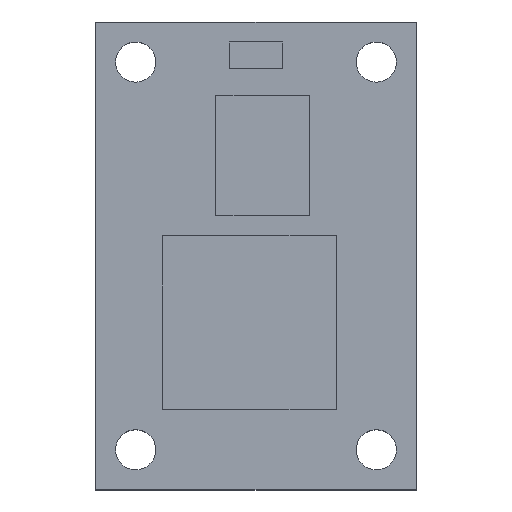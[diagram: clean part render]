
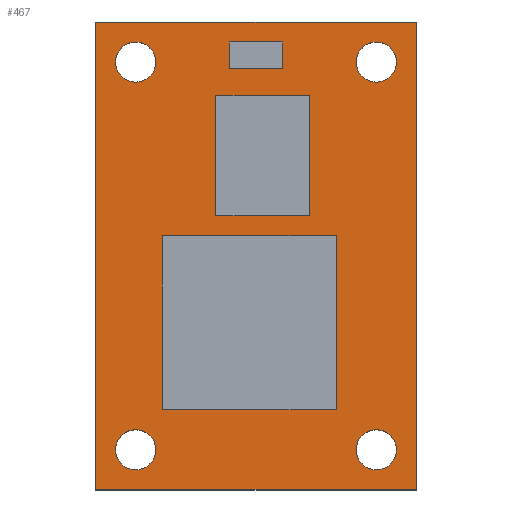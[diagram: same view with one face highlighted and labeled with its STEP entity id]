
A CAD part, top view. The second image highlights one B-rep face of the part: STEP entity #467.
In plain terms, the highlighted planar face has unit normal (0, 0, 1).
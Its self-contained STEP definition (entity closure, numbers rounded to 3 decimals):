
#15=FACE_BOUND('',#87,.T.);
#16=FACE_BOUND('',#88,.T.);
#17=FACE_BOUND('',#89,.T.);
#18=FACE_BOUND('',#90,.T.);
#19=FACE_BOUND('',#91,.T.);
#20=FACE_BOUND('',#92,.T.);
#21=FACE_BOUND('',#93,.T.);
#26=CIRCLE('',#499,0.75);
#28=CIRCLE('',#502,0.75);
#30=CIRCLE('',#505,0.75);
#32=CIRCLE('',#508,0.75);
#61=FACE_OUTER_BOUND('',#86,.T.);
#86=EDGE_LOOP('',(#395,#396,#397,#398));
#87=EDGE_LOOP('',(#399,#400,#401,#402));
#88=EDGE_LOOP('',(#403,#404,#405,#406));
#89=EDGE_LOOP('',(#407,#408,#409,#410));
#90=EDGE_LOOP('',(#411));
#91=EDGE_LOOP('',(#412));
#92=EDGE_LOOP('',(#413));
#93=EDGE_LOOP('',(#414));
#108=LINE('',#659,#160);
#111=LINE('',#664,#163);
#113=LINE('',#669,#165);
#116=LINE('',#674,#168);
#118=LINE('',#678,#170);
#119=LINE('',#680,#171);
#121=LINE('',#684,#173);
#122=LINE('',#686,#174);
#123=LINE('',#690,#175);
#127=LINE('',#698,#179);
#130=LINE('',#704,#182);
#133=LINE('',#709,#185);
#141=LINE('',#743,#193);
#144=LINE('',#749,#196);
#147=LINE('',#755,#199);
#150=LINE('',#759,#202);
#160=VECTOR('',#533,10.);
#163=VECTOR('',#538,10.);
#165=VECTOR('',#542,10.);
#168=VECTOR('',#547,10.);
#170=VECTOR('',#551,10.);
#171=VECTOR('',#554,10.);
#173=VECTOR('',#558,10.);
#174=VECTOR('',#561,10.);
#175=VECTOR('',#564,10.);
#179=VECTOR('',#570,10.);
#182=VECTOR('',#575,10.);
#185=VECTOR('',#580,10.);
#193=VECTOR('',#616,10.);
#196=VECTOR('',#621,10.);
#199=VECTOR('',#626,10.);
#202=VECTOR('',#631,10.);
#211=VERTEX_POINT('',#656);
#212=VERTEX_POINT('',#658);
#213=VERTEX_POINT('',#662);
#214=VERTEX_POINT('',#666);
#215=VERTEX_POINT('',#668);
#216=VERTEX_POINT('',#672);
#217=VERTEX_POINT('',#676);
#218=VERTEX_POINT('',#682);
#219=VERTEX_POINT('',#688);
#220=VERTEX_POINT('',#689);
#223=VERTEX_POINT('',#697);
#225=VERTEX_POINT('',#703);
#227=VERTEX_POINT('',#713);
#229=VERTEX_POINT('',#719);
#231=VERTEX_POINT('',#725);
#233=VERTEX_POINT('',#731);
#237=VERTEX_POINT('',#740);
#238=VERTEX_POINT('',#742);
#240=VERTEX_POINT('',#748);
#242=VERTEX_POINT('',#754);
#252=EDGE_CURVE('',#212,#211,#108,.T.);
#255=EDGE_CURVE('',#211,#213,#111,.T.);
#257=EDGE_CURVE('',#215,#214,#113,.T.);
#260=EDGE_CURVE('',#214,#216,#116,.T.);
#262=EDGE_CURVE('',#216,#217,#118,.T.);
#263=EDGE_CURVE('',#217,#215,#119,.T.);
#265=EDGE_CURVE('',#213,#218,#121,.T.);
#266=EDGE_CURVE('',#218,#212,#122,.T.);
#267=EDGE_CURVE('',#219,#220,#123,.T.);
#271=EDGE_CURVE('',#220,#223,#127,.T.);
#274=EDGE_CURVE('',#223,#225,#130,.T.);
#277=EDGE_CURVE('',#225,#219,#133,.T.);
#279=EDGE_CURVE('',#227,#227,#26,.T.);
#282=EDGE_CURVE('',#229,#229,#28,.T.);
#285=EDGE_CURVE('',#231,#231,#30,.T.);
#288=EDGE_CURVE('',#233,#233,#32,.T.);
#293=EDGE_CURVE('',#238,#237,#141,.T.);
#296=EDGE_CURVE('',#240,#238,#144,.T.);
#299=EDGE_CURVE('',#242,#240,#147,.T.);
#302=EDGE_CURVE('',#237,#242,#150,.T.);
#395=ORIENTED_EDGE('',*,*,#302,.T.);
#396=ORIENTED_EDGE('',*,*,#299,.T.);
#397=ORIENTED_EDGE('',*,*,#296,.T.);
#398=ORIENTED_EDGE('',*,*,#293,.T.);
#399=ORIENTED_EDGE('',*,*,#262,.T.);
#400=ORIENTED_EDGE('',*,*,#263,.T.);
#401=ORIENTED_EDGE('',*,*,#257,.T.);
#402=ORIENTED_EDGE('',*,*,#260,.T.);
#403=ORIENTED_EDGE('',*,*,#265,.T.);
#404=ORIENTED_EDGE('',*,*,#266,.T.);
#405=ORIENTED_EDGE('',*,*,#252,.T.);
#406=ORIENTED_EDGE('',*,*,#255,.T.);
#407=ORIENTED_EDGE('',*,*,#267,.T.);
#408=ORIENTED_EDGE('',*,*,#271,.T.);
#409=ORIENTED_EDGE('',*,*,#274,.T.);
#410=ORIENTED_EDGE('',*,*,#277,.T.);
#411=ORIENTED_EDGE('',*,*,#288,.T.);
#412=ORIENTED_EDGE('',*,*,#285,.T.);
#413=ORIENTED_EDGE('',*,*,#282,.T.);
#414=ORIENTED_EDGE('',*,*,#279,.T.);
#442=PLANE('',#514);
#467=ADVANCED_FACE('',(#61,#15,#16,#17,#18,#19,#20,#21),#442,.T.);
#499=AXIS2_PLACEMENT_3D('',#714,#586,#587);
#502=AXIS2_PLACEMENT_3D('',#720,#593,#594);
#505=AXIS2_PLACEMENT_3D('',#726,#600,#601);
#508=AXIS2_PLACEMENT_3D('',#732,#607,#608);
#514=AXIS2_PLACEMENT_3D('',#760,#632,#633);
#533=DIRECTION('',(0.,1.,0.));
#538=DIRECTION('',(1.,0.,0.));
#542=DIRECTION('',(0.,1.,0.));
#547=DIRECTION('',(1.,0.,0.));
#551=DIRECTION('',(0.,-1.,0.));
#554=DIRECTION('',(-1.,0.,0.));
#558=DIRECTION('',(0.,-1.,0.));
#561=DIRECTION('',(-1.,0.,0.));
#564=DIRECTION('',(0.,-1.,0.));
#570=DIRECTION('',(-1.,0.,0.));
#575=DIRECTION('',(0.,1.,0.));
#580=DIRECTION('',(1.,0.,0.));
#586=DIRECTION('center_axis',(0.,0.,-1.));
#587=DIRECTION('ref_axis',(1.,0.,0.));
#593=DIRECTION('center_axis',(0.,0.,-1.));
#594=DIRECTION('ref_axis',(1.,0.,0.));
#600=DIRECTION('center_axis',(0.,0.,-1.));
#601=DIRECTION('ref_axis',(1.,0.,0.));
#607=DIRECTION('center_axis',(0.,0.,-1.));
#608=DIRECTION('ref_axis',(1.,0.,0.));
#616=DIRECTION('',(1.,0.,0.));
#621=DIRECTION('',(0.,-1.,0.));
#626=DIRECTION('',(-1.,0.,0.));
#631=DIRECTION('',(0.,1.,0.));
#632=DIRECTION('center_axis',(0.,0.,1.));
#633=DIRECTION('ref_axis',(1.,0.,0.));
#656=CARTESIAN_POINT('',(-1.5,6.,1.5));
#658=CARTESIAN_POINT('',(-1.5,1.5,1.5));
#659=CARTESIAN_POINT('',(-1.5,3.,1.5));
#662=CARTESIAN_POINT('',(2.,6.,1.5));
#664=CARTESIAN_POINT('',(1.,6.,1.5));
#666=CARTESIAN_POINT('',(-1.,8.,1.5));
#668=CARTESIAN_POINT('',(-1.,7.,1.5));
#669=CARTESIAN_POINT('',(-1.,4.,1.5));
#672=CARTESIAN_POINT('',(1.,8.,1.5));
#674=CARTESIAN_POINT('',(0.5,8.,1.5));
#676=CARTESIAN_POINT('',(1.,7.,1.5));
#678=CARTESIAN_POINT('',(1.,3.5,1.5));
#680=CARTESIAN_POINT('',(-0.5,7.,1.5));
#682=CARTESIAN_POINT('',(2.,1.5,1.5));
#684=CARTESIAN_POINT('',(2.,0.75,1.5));
#686=CARTESIAN_POINT('',(-0.75,1.5,1.5));
#688=CARTESIAN_POINT('',(3.,0.75,1.5));
#689=CARTESIAN_POINT('',(3.,-5.75,1.5));
#690=CARTESIAN_POINT('',(3.,-2.875,1.5));
#697=CARTESIAN_POINT('',(-3.5,-5.75,1.5));
#698=CARTESIAN_POINT('',(-1.75,-5.75,1.5));
#703=CARTESIAN_POINT('',(-3.5,0.75,1.5));
#704=CARTESIAN_POINT('',(-3.5,0.375,1.5));
#709=CARTESIAN_POINT('',(1.5,0.75,1.5));
#713=CARTESIAN_POINT('',(-5.25,-7.25,1.5));
#714=CARTESIAN_POINT('Origin',(-4.5,-7.25,1.5));
#719=CARTESIAN_POINT('',(3.75,-7.25,1.5));
#720=CARTESIAN_POINT('Origin',(4.5,-7.25,1.5));
#725=CARTESIAN_POINT('',(-5.25,7.25,1.5));
#726=CARTESIAN_POINT('Origin',(-4.5,7.25,1.5));
#731=CARTESIAN_POINT('',(3.75,7.25,1.5));
#732=CARTESIAN_POINT('Origin',(4.5,7.25,1.5));
#740=CARTESIAN_POINT('',(6.,-8.75,1.5));
#742=CARTESIAN_POINT('',(-6.,-8.75,1.5));
#743=CARTESIAN_POINT('',(-6.,-8.75,1.5));
#748=CARTESIAN_POINT('',(-6.,8.75,1.5));
#749=CARTESIAN_POINT('',(-6.,8.75,1.5));
#754=CARTESIAN_POINT('',(6.,8.75,1.5));
#755=CARTESIAN_POINT('',(6.,8.75,1.5));
#759=CARTESIAN_POINT('',(6.,-8.75,1.5));
#760=CARTESIAN_POINT('Origin',(0.,0.,1.5));
